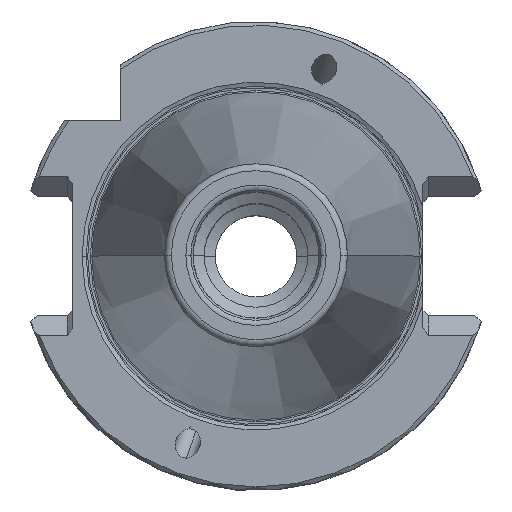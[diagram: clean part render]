
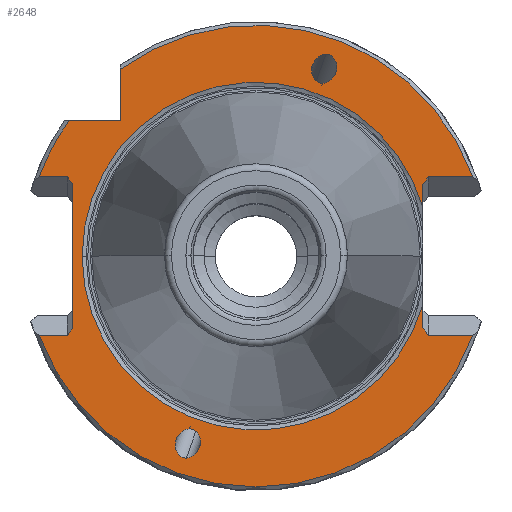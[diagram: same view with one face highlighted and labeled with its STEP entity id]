
A CAD part, top view. The second image highlights one B-rep face of the part: STEP entity #2648.
In plain terms, the highlighted planar face has unit normal (0, 0, 1).
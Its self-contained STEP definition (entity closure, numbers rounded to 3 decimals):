
#990=EDGE_CURVE('NONE',#2070,#2868,#2935,.T.);
#1168=VERTEX_POINT('NONE',#3139);
#1178=EDGE_CURVE('NONE',#1198,#2832,#3149,.T.);
#1186=EDGE_CURVE('NONE',#2266,#2868,#3157,.T.);
#1198=VERTEX_POINT('NONE',#3171);
#1276=EDGE_CURVE('NONE',#1954,#2140,#3258,.T.);
#1292=VERTEX_POINT('NONE',#3276);
#1300=EDGE_CURVE('NONE',#2870,#2832,#3284,.T.);
#1376=EDGE_CURVE('NONE',#2356,#2180,#3368,.T.);
#1384=VERTEX_POINT('NONE',#3376);
#1406=EDGE_CURVE('NONE',#1774,#1786,#3399,.T.);
#1434=EDGE_CURVE('NONE',#2632,#1292,#3428,.T.);
#1450=EDGE_CURVE('NONE',#2632,#1384,#3446,.T.);
#1602=EDGE_CURVE('NONE',#2266,#1292,#3615,.T.);
#1662=EDGE_CURVE('NONE',#2180,#2002,#3682,.T.);
#1774=VERTEX_POINT('NONE',#3804);
#1786=VERTEX_POINT('NONE',#3818);
#1954=VERTEX_POINT('NONE',#4012);
#2002=VERTEX_POINT('NONE',#4065);
#2012=EDGE_CURVE('NONE',#2216,#2870,#4075,.T.);
#2070=VERTEX_POINT('NONE',#4138);
#2134=EDGE_CURVE('NONE',#2306,#1168,#4205,.T.);
#2140=VERTEX_POINT('NONE',#4211);
#2180=VERTEX_POINT('NONE',#4255);
#2210=EDGE_CURVE('NONE',#1168,#2306,#4288,.T.);
#2216=VERTEX_POINT('NONE',#4294);
#2266=VERTEX_POINT('NONE',#4350);
#2306=VERTEX_POINT('NONE',#4392);
#2356=VERTEX_POINT('NONE',#4446);
#2448=EDGE_CURVE('NONE',#2644,#2070,#4550,.T.);
#2458=EDGE_CURVE('NONE',#2698,#2356,#4560,.T.);
#2608=EDGE_CURVE('NONE',#1786,#1774,#4727,.T.);
#2628=EDGE_CURVE('NONE',#1384,#2002,#4748,.T.);
#2632=VERTEX_POINT('NONE',#4753);
#2644=VERTEX_POINT('NONE',#4768);
#2648=ADVANCED_FACE('NONE',(#4772,#4773,#4774),#4775,.F.);
#2676=EDGE_CURVE('NONE',#1954,#2216,#4807,.T.);
#2698=VERTEX_POINT('NONE',#4832);
#2730=EDGE_CURVE('NONE',#2698,#1198,#4867,.T.);
#2798=EDGE_CURVE('NONE',#2878,#2140,#4946,.T.);
#2832=VERTEX_POINT('NONE',#4984);
#2864=EDGE_CURVE('NONE',#2644,#2878,#5022,.T.);
#2868=VERTEX_POINT('NONE',#5026);
#2870=VERTEX_POINT('NONE',#5028);
#2878=VERTEX_POINT('NONE',#5038);
#2935=LINE('',#5087,#5088);
#3139=CARTESIAN_POINT('',(-9.452,-27.347,-1.0));
#3149=CIRCLE('',#5401,23.536);
#3157=LINE('',#5421,#5422);
#3171=CARTESIAN_POINT('',(-23.536,0.,-1.));
#3258=CIRCLE('',#5583,31.25);
#3276=CARTESIAN_POINT('',(-24.8,-9.689,-1.));
#3284=LINE('',#5638,#5639);
#3368=LINE('',#5760,#5761);
#3376=CARTESIAN_POINT('',(-29.343,-10.75,-1.));
#3399=(B_SPLINE_CURVE(3,(#5827,#5828,#5829,#5830),.UNSPECIFIED.,.F.,.F.)B_SPLINE_CURVE_WITH_KNOTS((4,4),(3.431,6.573),.UNSPECIFIED.)RATIONAL_B_SPLINE_CURVE((1.0,0.333,0.333,1.0))BOUNDED_CURVE()REPRESENTATION_ITEM('')GEOMETRIC_REPRESENTATION_ITEM()CURVE());
#3428=LINE('',#5913,#5914);
#3446=LINE('',#5938,#5939);
#3615=LINE('',#6212,#6213);
#3682=LINE('',#6315,#6316);
#3804=CARTESIAN_POINT('',(9.017,23.397,-1.0));
#3818=CARTESIAN_POINT('',(9.452,27.347,-1.0));
#4012=CARTESIAN_POINT('',(29.343,10.75,-1.));
#4065=CARTESIAN_POINT('',(29.343,-10.75,-1.));
#4075=LINE('',#6925,#6926);
#4138=CARTESIAN_POINT('',(-29.343,10.75,-1.));
#4205=(B_SPLINE_CURVE(3,(#7114,#7115,#7116,#7117),.UNSPECIFIED.,.F.,.F.)B_SPLINE_CURVE_WITH_KNOTS((4,4),(3.431,6.573),.UNSPECIFIED.)RATIONAL_B_SPLINE_CURVE((1.0,0.333,0.333,1.0))BOUNDED_CURVE()REPRESENTATION_ITEM('')GEOMETRIC_REPRESENTATION_ITEM()CURVE());
#4211=CARTESIAN_POINT('',(-18.35,25.295,-1.0));
#4255=CARTESIAN_POINT('',(23.35,-10.75,-1.));
#4288=(B_SPLINE_CURVE(3,(#7258,#7259,#7260,#7261),.UNSPECIFIED.,.F.,.F.)B_SPLINE_CURVE_WITH_KNOTS((4,4),(0.29,3.431),.UNSPECIFIED.)RATIONAL_B_SPLINE_CURVE((1.0,0.333,0.333,1.0))BOUNDED_CURVE()REPRESENTATION_ITEM('')GEOMETRIC_REPRESENTATION_ITEM()CURVE());
#4294=CARTESIAN_POINT('',(23.35,10.75,-1.));
#4350=CARTESIAN_POINT('',(-24.8,9.689,-1.));
#4392=CARTESIAN_POINT('',(-9.017,-23.397,-1.0));
#4446=CARTESIAN_POINT('',(22.6,-9.689,-1.0));
#4550=CIRCLE('',#7741,31.25);
#4560=LINE('',#7754,#7755);
#4727=(B_SPLINE_CURVE(3,(#8002,#8003,#8004,#8005),.UNSPECIFIED.,.F.,.F.)B_SPLINE_CURVE_WITH_KNOTS((4,4),(0.29,3.431),.UNSPECIFIED.)RATIONAL_B_SPLINE_CURVE((1.0,0.333,0.333,1.0))BOUNDED_CURVE()REPRESENTATION_ITEM('')GEOMETRIC_REPRESENTATION_ITEM()CURVE());
#4748=CIRCLE('',#8043,31.25);
#4753=CARTESIAN_POINT('',(-25.55,-10.75,-1.));
#4768=CARTESIAN_POINT('',(-25.295,18.35,-1.0));
#4772=FACE_OUTER_BOUND('',#8068,.T.);
#4773=FACE_BOUND('',#8069,.T.);
#4774=FACE_BOUND('',#8070,.T.);
#4775=PLANE('',#8071);
#4807=LINE('',#8113,#8114);
#4832=CARTESIAN_POINT('',(22.6,-6.57,-1.));
#4867=CIRCLE('',#8210,23.536);
#4946=LINE('',#8353,#8354);
#4984=CARTESIAN_POINT('',(22.6,6.57,-1.0));
#5022=LINE('',#8472,#8473);
#5026=CARTESIAN_POINT('',(-25.55,10.75,-1.));
#5028=CARTESIAN_POINT('',(22.6,9.689,-1.));
#5038=CARTESIAN_POINT('',(-18.35,18.35,-1.0));
#5087=CARTESIAN_POINT('',(-61.2,10.75,-1.));
#5088=VECTOR('',#8568,1000.0);
#5401=AXIS2_PLACEMENT_3D('',#8827,#8828,#8829);
#5421=CARTESIAN_POINT('',(-18.12,0.243,-1.));
#5422=VECTOR('',#8830,1000.0);
#5583=AXIS2_PLACEMENT_3D('',#8946,#8947,#8948);
#5638=CARTESIAN_POINT('',(22.6,0.,-1.0));
#5639=VECTOR('',#8970,1000.0);
#5760=CARTESIAN_POINT('',(22.077,-8.95,-1.));
#5761=VECTOR('',#9061,1000.0);
#5827=CARTESIAN_POINT('',(9.017,23.397,-1.0));
#5828=CARTESIAN_POINT('',(12.383,23.397,-1.0));
#5829=CARTESIAN_POINT('',(12.817,27.347,-1.0));
#5830=CARTESIAN_POINT('',(9.452,27.347,-1.0));
#5913=CARTESIAN_POINT('',(-18.12,-0.243,-1.));
#5914=VECTOR('',#9110,1000.0);
#5938=CARTESIAN_POINT('',(-61.2,-10.75,-1.));
#5939=VECTOR('',#9132,1000.0);
#6212=CARTESIAN_POINT('',(-24.8,0.,-1.0));
#6213=VECTOR('',#9342,1000.0);
#6315=CARTESIAN_POINT('',(124.8,-10.75,-1.));
#6316=VECTOR('',#9426,1000.0);
#6925=CARTESIAN_POINT('',(22.077,8.95,-1.));
#6926=VECTOR('',#9903,1000.0);
#7114=CARTESIAN_POINT('',(-9.017,-23.397,-1.0));
#7115=CARTESIAN_POINT('',(-12.383,-23.397,-1.0));
#7116=CARTESIAN_POINT('',(-12.817,-27.347,-1.0));
#7117=CARTESIAN_POINT('',(-9.452,-27.347,-1.0));
#7258=CARTESIAN_POINT('',(-9.452,-27.347,-1.0));
#7259=CARTESIAN_POINT('',(-6.086,-27.347,-1.0));
#7260=CARTESIAN_POINT('',(-5.652,-23.397,-1.0));
#7261=CARTESIAN_POINT('',(-9.017,-23.397,-1.0));
#7741=AXIS2_PLACEMENT_3D('',#10404,#10405,#10406);
#7754=CARTESIAN_POINT('',(22.6,0.,-1.0));
#7755=VECTOR('',#10413,1000.0);
#8002=CARTESIAN_POINT('',(9.452,27.347,-1.0));
#8003=CARTESIAN_POINT('',(6.086,27.347,-1.0));
#8004=CARTESIAN_POINT('',(5.652,23.397,-1.0));
#8005=CARTESIAN_POINT('',(9.017,23.397,-1.0));
#8043=AXIS2_PLACEMENT_3D('',#10622,#10623,#10624);
#8068=EDGE_LOOP('',(#10661,#10662,#10663,#10664,#10665,#10666,#10667,#10668,#10669,#10670,#10671,#10672,#10673,#10674,#10675,#10676,#10677,#10678));
#8069=EDGE_LOOP('',(#10679,#10680));
#8070=EDGE_LOOP('',(#10681,#10682));
#8071=AXIS2_PLACEMENT_3D('',#10683,#10684,#10685);
#8113=CARTESIAN_POINT('',(124.8,10.75,-1.));
#8114=VECTOR('',#10721,1000.0);
#8210=AXIS2_PLACEMENT_3D('',#10793,#10794,#10795);
#8353=CARTESIAN_POINT('',(-18.35,18.35,-1.0));
#8354=VECTOR('',#10906,1000.0);
#8472=CARTESIAN_POINT('',(-38.35,18.35,-1.0));
#8473=VECTOR('',#11008,1000.0);
#8568=DIRECTION('',(1.0,0.,0.0));
#8827=CARTESIAN_POINT('',(0.0,0.0,-1.));
#8828=DIRECTION('',(0.0,0.0,-1.0));
#8829=DIRECTION('',(1.0,0.,0.0));
#8830=DIRECTION('',(-0.577,0.816,0.0));
#8946=CARTESIAN_POINT('',(0.0,0.0,-1.));
#8947=DIRECTION('',(0.0,-0.0,1.0));
#8948=DIRECTION('',(1.0,0.,0.0));
#8970=DIRECTION('',(0.,-1.0,-0.0));
#9061=DIRECTION('',(0.577,-0.816,0.0));
#9110=DIRECTION('',(0.577,0.816,0.0));
#9132=DIRECTION('',(-1.0,0.,0.0));
#9342=DIRECTION('',(0.,-1.0,-0.0));
#9426=DIRECTION('',(1.0,0.,0.0));
#9903=DIRECTION('',(-0.577,-0.816,0.0));
#10404=CARTESIAN_POINT('',(0.0,0.0,-1.));
#10405=DIRECTION('',(0.0,-0.0,1.0));
#10406=DIRECTION('',(1.0,0.,0.0));
#10413=DIRECTION('',(0.,-1.0,-0.0));
#10622=CARTESIAN_POINT('',(0.0,0.0,-1.));
#10623=DIRECTION('',(0.0,-0.0,1.0));
#10624=DIRECTION('',(1.0,0.,0.0));
#10661=ORIENTED_EDGE('',*,*,#2864,.F.);
#10662=ORIENTED_EDGE('',*,*,#2448,.T.);
#10663=ORIENTED_EDGE('',*,*,#990,.T.);
#10664=ORIENTED_EDGE('',*,*,#1186,.F.);
#10665=ORIENTED_EDGE('',*,*,#1602,.T.);
#10666=ORIENTED_EDGE('',*,*,#1434,.F.);
#10667=ORIENTED_EDGE('',*,*,#1450,.T.);
#10668=ORIENTED_EDGE('',*,*,#2628,.T.);
#10669=ORIENTED_EDGE('',*,*,#1662,.F.);
#10670=ORIENTED_EDGE('',*,*,#1376,.F.);
#10671=ORIENTED_EDGE('',*,*,#2458,.F.);
#10672=ORIENTED_EDGE('',*,*,#2730,.T.);
#10673=ORIENTED_EDGE('',*,*,#1178,.T.);
#10674=ORIENTED_EDGE('',*,*,#1300,.F.);
#10675=ORIENTED_EDGE('',*,*,#2012,.F.);
#10676=ORIENTED_EDGE('',*,*,#2676,.F.);
#10677=ORIENTED_EDGE('',*,*,#1276,.T.);
#10678=ORIENTED_EDGE('',*,*,#2798,.F.);
#10679=ORIENTED_EDGE('',*,*,#1406,.F.);
#10680=ORIENTED_EDGE('',*,*,#2608,.F.);
#10681=ORIENTED_EDGE('',*,*,#2134,.F.);
#10682=ORIENTED_EDGE('',*,*,#2210,.F.);
#10683=CARTESIAN_POINT('',(0.,-32.5,-1.));
#10684=DIRECTION('',(0.0,0.0,-1.0));
#10685=DIRECTION('',(-1.0,0.0,0.0));
#10721=DIRECTION('',(-1.0,0.,0.0));
#10793=CARTESIAN_POINT('',(0.0,0.0,-1.));
#10794=DIRECTION('',(0.0,0.0,-1.0));
#10795=DIRECTION('',(1.0,0.,0.0));
#10906=DIRECTION('',(0.,1.0,0.0));
#11008=DIRECTION('',(1.0,0.,0.0));
